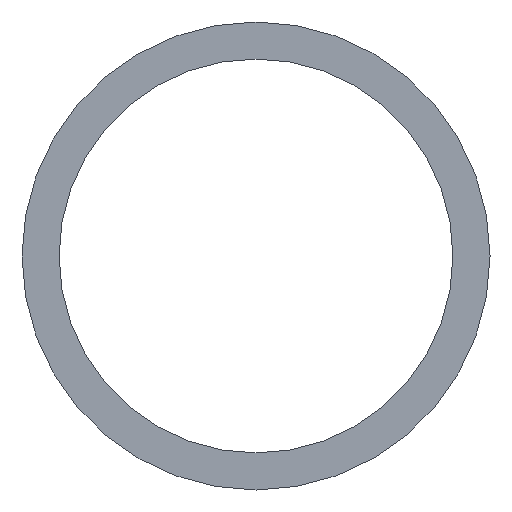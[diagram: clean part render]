
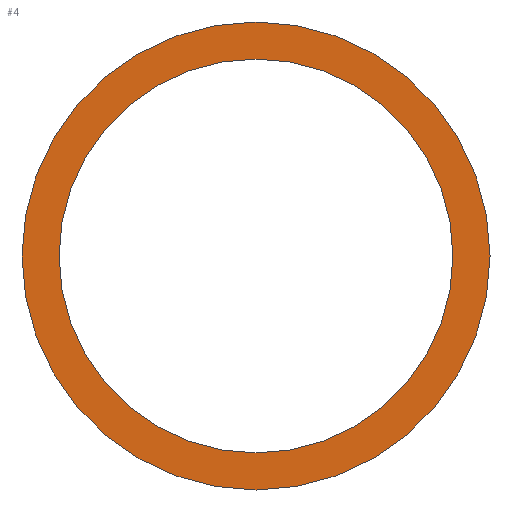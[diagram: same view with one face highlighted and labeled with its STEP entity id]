
A CAD part, front view. The second image highlights one B-rep face of the part: STEP entity #4.
In plain terms, the highlighted planar face has unit normal (0, -1, 0).
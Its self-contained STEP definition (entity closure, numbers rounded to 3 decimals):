
#4 = ADVANCED_FACE ( 'NONE', ( #144, #123 ), #68, .T. ) ;
#11 = EDGE_CURVE ( 'NONE', #135, #174, #139, .T. ) ;
#16 = EDGE_CURVE ( 'NONE', #174, #135, #128, .T. ) ;
#17 = EDGE_CURVE ( 'NONE', #117, #159, #105, .T. ) ;
#23 = CARTESIAN_POINT ( 'NONE',  ( 0., 0., -10.1 ) ) ;
#27 = DIRECTION ( 'NONE',  ( 0., 0., -1. ) ) ;
#33 = CARTESIAN_POINT ( 'NONE',  ( 0., 0., 0. ) ) ;
#34 = CARTESIAN_POINT ( 'NONE',  ( 0., 0., 0. ) ) ;
#35 = DIRECTION ( 'NONE',  ( 0., -1., 0. ) ) ;
#36 = DIRECTION ( 'NONE',  ( 0., 0., -1. ) ) ;
#37 = CARTESIAN_POINT ( 'NONE',  ( 0., 0., -12. ) ) ;
#38 = CARTESIAN_POINT ( 'NONE',  ( 0., 0., 12. ) ) ;
#40 = CARTESIAN_POINT ( 'NONE',  ( 0., 0., 10.1 ) ) ;
#49 = DIRECTION ( 'NONE',  ( 0., 0., -1. ) ) ;
#51 = DIRECTION ( 'NONE',  ( 0., 1., 0. ) ) ;
#52 = DIRECTION ( 'NONE',  ( 0., -1., 0. ) ) ;
#55 = DIRECTION ( 'NONE',  ( 0., 1., 0. ) ) ;
#65 = DIRECTION ( 'NONE',  ( 0., -1., 0. ) ) ;
#66 = CARTESIAN_POINT ( 'NONE',  ( -12.144, 0., 12.144 ) ) ;
#68 = PLANE ( 'NONE',  #201 ) ;
#69 = DIRECTION ( 'NONE',  ( 0., 0., -1. ) ) ;
#76 = CARTESIAN_POINT ( 'NONE',  ( 0., 0., 0. ) ) ;
#80 = DIRECTION ( 'NONE',  ( 0., 0., -1. ) ) ;
#82 = CARTESIAN_POINT ( 'NONE',  ( 0., 0., 0. ) ) ;
#105 = CIRCLE ( 'NONE', #182, 12. ) ;
#117 = VERTEX_POINT ( 'NONE', #38 ) ;
#123 = FACE_OUTER_BOUND ( 'NONE', #136, .T. ) ;
#127 = CIRCLE ( 'NONE', #181, 12. ) ;
#128 = CIRCLE ( 'NONE', #183, 10.1 ) ;
#130 = ORIENTED_EDGE ( 'NONE', *, *, #11, .T. ) ;
#131 = EDGE_LOOP ( 'NONE', ( #130, #147 ) ) ;
#135 = VERTEX_POINT ( 'NONE', #23 ) ;
#136 = EDGE_LOOP ( 'NONE', ( #146, #167 ) ) ;
#139 = CIRCLE ( 'NONE', #200, 10.1 ) ;
#144 = FACE_BOUND ( 'NONE', #131, .T. ) ;
#146 = ORIENTED_EDGE ( 'NONE', *, *, #207, .T. ) ;
#147 = ORIENTED_EDGE ( 'NONE', *, *, #16, .T. ) ;
#159 = VERTEX_POINT ( 'NONE', #37 ) ;
#167 = ORIENTED_EDGE ( 'NONE', *, *, #17, .T. ) ;
#174 = VERTEX_POINT ( 'NONE', #40 ) ;
#181 = AXIS2_PLACEMENT_3D ( 'NONE', #82, #52, #49 ) ;
#182 = AXIS2_PLACEMENT_3D ( 'NONE', #34, #35, #36 ) ;
#183 = AXIS2_PLACEMENT_3D ( 'NONE', #33, #51, #27 ) ;
#200 = AXIS2_PLACEMENT_3D ( 'NONE', #76, #55, #80 ) ;
#201 = AXIS2_PLACEMENT_3D ( 'NONE', #66, #65, #69 ) ;
#207 = EDGE_CURVE ( 'NONE', #159, #117, #127, .T. ) ;
